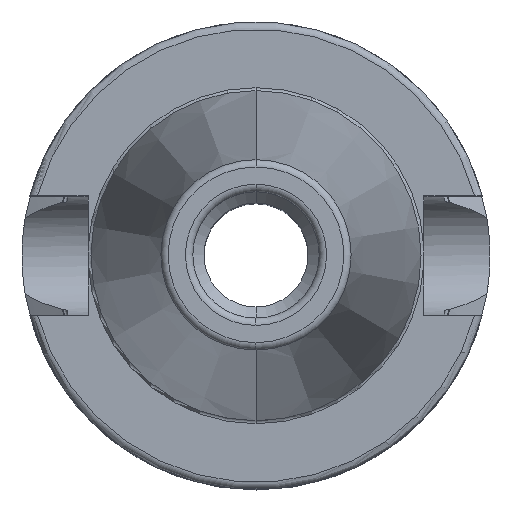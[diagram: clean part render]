
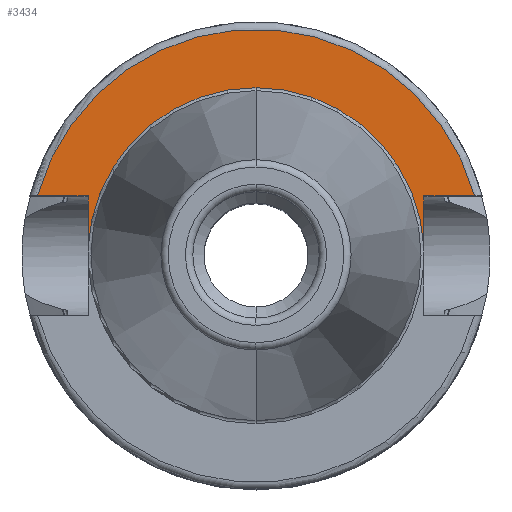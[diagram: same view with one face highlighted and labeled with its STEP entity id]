
A CAD part, top view. The second image highlights one B-rep face of the part: STEP entity #3434.
In plain terms, the highlighted planar face has unit normal (0, 0, 1).
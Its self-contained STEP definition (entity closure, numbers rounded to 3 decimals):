
#840=CARTESIAN_POINT('',(0,0,25));
#841=DIRECTION('',(0,0,-1));
#842=DIRECTION('',(0,1,0));
#843=AXIS2_PLACEMENT_3D('',#840,#841,#842);
#1170=DIRECTION('',(0,1,0));
#1171=VECTOR('',#1170,6.987);
#1172=CARTESIAN_POINT('',(-22.6,1.063,25));
#1173=LINE('',#1172,#1171);
#1174=DIRECTION('',(1,0,0));
#1175=VECTOR('',#1174,6.818);
#1176=CARTESIAN_POINT('',(-29.418,8.05,25));
#1177=LINE('',#1176,#1175);
#1178=DIRECTION('',(-1,0,0));
#1179=VECTOR('',#1178,6.818);
#1180=CARTESIAN_POINT('',(29.418,8.05,25));
#1181=LINE('',#1180,#1179);
#1182=DIRECTION('',(0,-1,0));
#1183=VECTOR('',#1182,6.987);
#1184=CARTESIAN_POINT('',(22.6,8.05,25));
#1185=LINE('',#1184,#1183);
#1192=CARTESIAN_POINT('',(0,0,25));
#1193=DIRECTION('',(0,0,1));
#1194=DIRECTION('',(0,1,0));
#1195=AXIS2_PLACEMENT_3D('',#1192,#1193,#1194);
#1246=CARTESIAN_POINT('',(0,0,25));
#1247=DIRECTION('',(0,0,1));
#1248=DIRECTION('',(0.965,0.264,0));
#1249=AXIS2_PLACEMENT_3D('',#1246,#1247,#1248);
#1575=CARTESIAN_POINT('',(-22.6,1.063,25));
#1576=CARTESIAN_POINT('',(-22.6,8.05,25));
#1577=VERTEX_POINT('',#1575);
#1578=VERTEX_POINT('',#1576);
#1579=CARTESIAN_POINT('',(-29.418,8.05,25));
#1580=VERTEX_POINT('',#1579);
#1581=CARTESIAN_POINT('',(22.6,8.05,25));
#1582=CARTESIAN_POINT('',(22.6,1.063,25));
#1583=VERTEX_POINT('',#1581);
#1584=VERTEX_POINT('',#1582);
#1591=CARTESIAN_POINT('',(29.418,8.05,25));
#1592=VERTEX_POINT('',#1591);
#1639=CARTESIAN_POINT('',(0,22.625,25));
#1641=VERTEX_POINT('',#1639);
#3417=CARTESIAN_POINT('',(0,0,25));
#3418=DIRECTION('',(0,0,-1));
#3419=DIRECTION('',(0,-1,0));
#3420=AXIS2_PLACEMENT_3D('',#3417,#3418,#3419);
#3421=PLANE('',#3420);
#3422=ORIENTED_EDGE('',*,*,#3316,.T.);
#3423=ORIENTED_EDGE('',*,*,#3344,.F.);
#3425=ORIENTED_EDGE('',*,*,#3424,.F.);
#3427=ORIENTED_EDGE('',*,*,#3426,.T.);
#3428=ORIENTED_EDGE('',*,*,#3080,.T.);
#3429=ORIENTED_EDGE('',*,*,#3063,.F.);
#3431=ORIENTED_EDGE('',*,*,#3430,.T.);
#3432=EDGE_LOOP('',(#3422,#3423,#3425,#3427,#3428,#3429,#3431));
#3433=FACE_OUTER_BOUND('',#3432,.F.);
#3434=ADVANCED_FACE('',(#3433),#3421,.F.);
#844=CIRCLE('',#843,22.625);
#1196=CIRCLE('',#1195,22.625);
#1250=CIRCLE('',#1249,30.5);
#3063=EDGE_CURVE('',#1641,#1584,#844,.T.);
#3080=EDGE_CURVE('',#1583,#1584,#1185,.T.);
#3316=EDGE_CURVE('',#1577,#1578,#1173,.T.);
#3344=EDGE_CURVE('',#1580,#1578,#1177,.T.);
#3424=EDGE_CURVE('',#1592,#1580,#1250,.T.);
#3426=EDGE_CURVE('',#1592,#1583,#1181,.T.);
#3430=EDGE_CURVE('',#1641,#1577,#1196,.T.);
